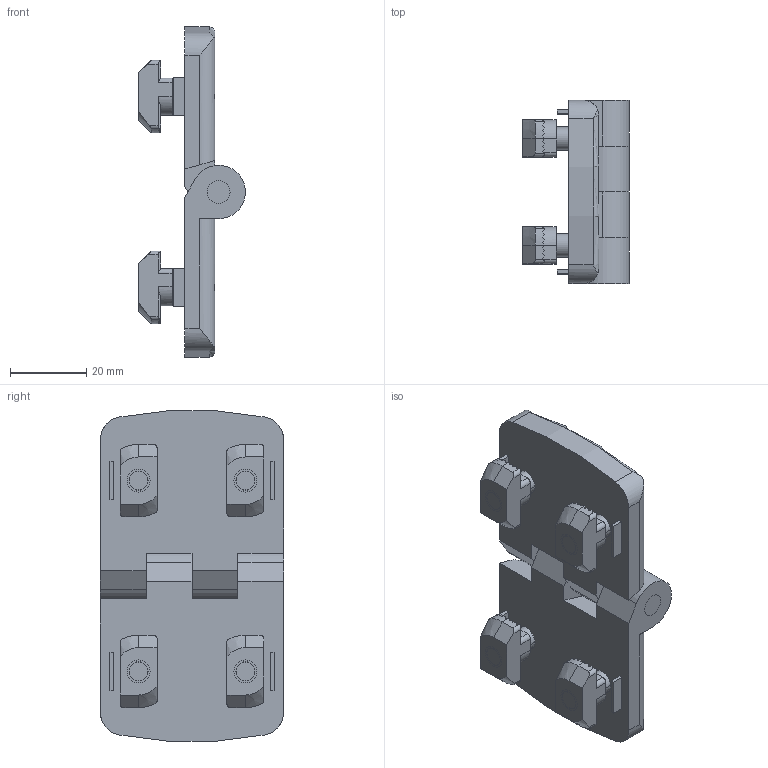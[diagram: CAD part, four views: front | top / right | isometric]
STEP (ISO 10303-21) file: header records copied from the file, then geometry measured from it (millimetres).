
FILE_DESCRIPTION((''),'2;1');
FILE_NAME('12105_TECAJ_PA_45X45_KPL_ASM','2022-09-19T08:02:50',('PredragRovcanin'),('Audax d.o.o.'),'CREO PARAMETRIC BY PTC INC, 2020281','CREO PARAMETRIC BY PTC INC, 2020281','');
FILE_SCHEMA(('AP242_MANAGED_MODEL_BASED_3D_ENGINEERING_MIM_LF { 1 0 10303 442 1 1 4 }'));
Length unit declared in the file: millimetre
Products named in the file (5): 12105_TECAJ_PA_45X45_A; 12105_TECAJ_PA_45X45_B; L-DIN7991-M6X20; MATICA_KLADIVASTA_M6_U10; 12105_TECAJ_PA_45X45_KPL_ASM
Assembly tree (11 placements, depth 2):
  12105_TECAJ_PA_45X45_KPL_ASM
    12105_TECAJ_PA_45X45_A  x2
    12105_TECAJ_PA_45X45_B
    L-DIN7991-M6X20  x4
    MATICA_KLADIVASTA_M6_U10  x4
Bounding box: 28 x 48 x 86.59 mm (x, y, z)
Volume: 39525.9 mm3; surface area: 22155.6 mm2
Topology: 11 solids, 19 shells, 386 faces, 1069 edges, 754 vertices
Faces by surface type: plane 240, cylinder 112, cone 32, torus 2
Entity records: 6929 total; most frequent: CARTESIAN_POINT 1007, DIRECTION 708, ORIENTED_EDGE 642, PRESENTATION_STYLE_ASSIGNMENT 381, STYLED_ITEM 381, CURVE_STYLE 375, EDGE_CURVE 325, COLOUR_RGB 323
